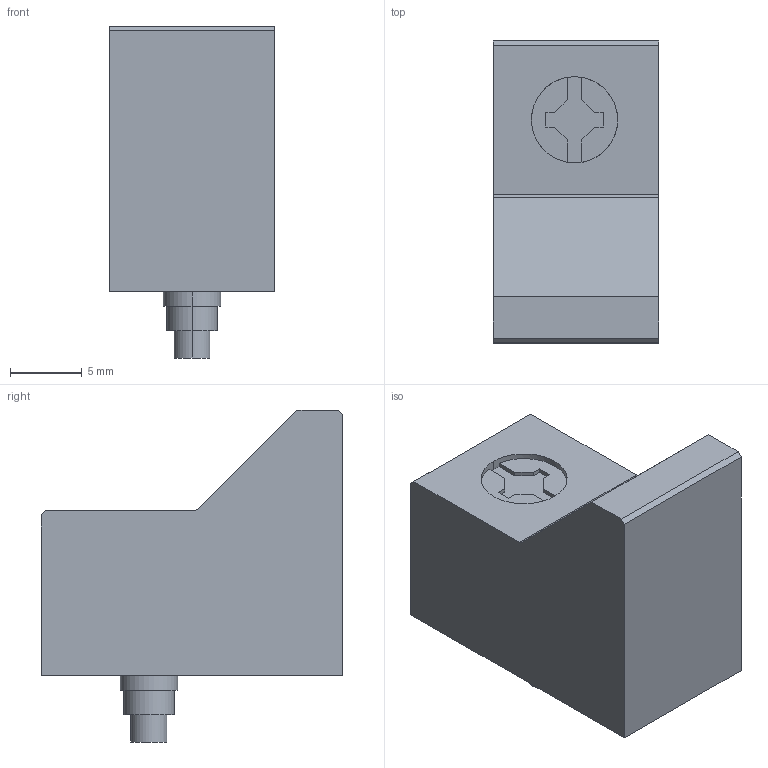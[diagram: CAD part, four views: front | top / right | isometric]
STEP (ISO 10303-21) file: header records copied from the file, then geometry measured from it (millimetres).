
FILE_DESCRIPTION((''),'2;1');
FILE_NAME('3d_11G285.stp','2012-10-03T13:26:49',(''),(''),'Mechanical Desktop 2011','Mechanical Desktop 2011',', , ');
FILE_SCHEMA(('CONFIG_CONTROL_DESIGN'));
Length unit declared in the file: millimetre
Products named in the file (1): Product
Bounding box: 11.5 x 21 x 23.1 mm (x, y, z)
Volume: 3339.4 mm3; surface area: 1517.9 mm2
Topology: 2 solids, 2 shells, 40 faces, 100 edges, 67 vertices
Faces by surface type: plane 32, cylinder 8
Entity records: 1286 total; most frequent: CARTESIAN_POINT 208, DIRECTION 203, ORIENTED_EDGE 200, EDGE_CURVE 100, VECTOR 79, LINE 79, VERTEX_POINT 67, AXIS2_PLACEMENT_3D 62
